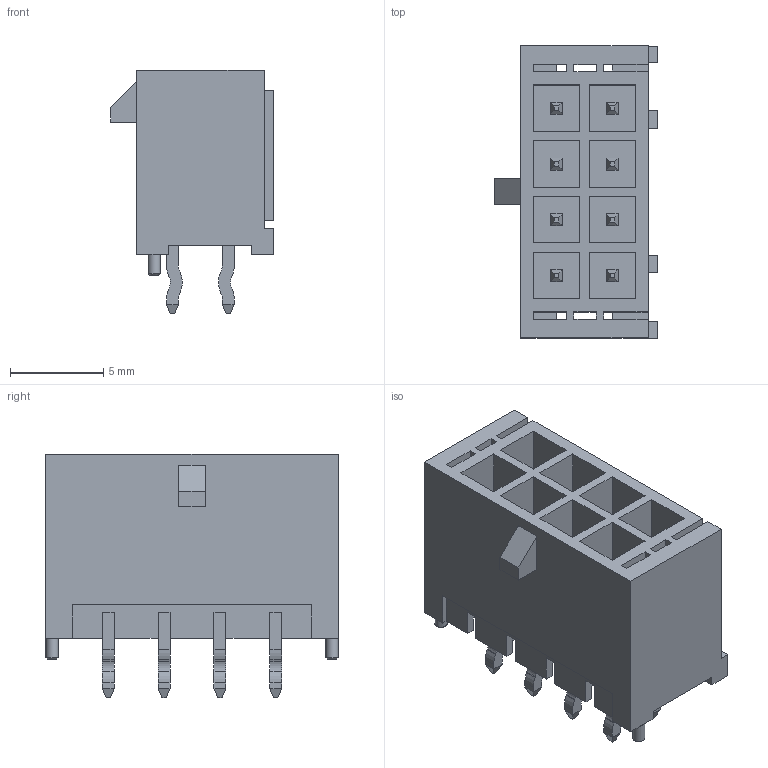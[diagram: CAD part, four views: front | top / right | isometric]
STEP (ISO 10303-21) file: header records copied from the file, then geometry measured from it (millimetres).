
FILE_DESCRIPTION(/* description */ ('Unknown'),/* implementation_level */ '2;1');
FILE_NAME(/* name */ '66200821122',/* time_stamp */ '2017-07-04T09:46:04+02:00',/* author */ ('Unknown'),/* organization */ ('Unknown'),/* preprocessor_version */ 'ST-DEVELOPER v16.7',/* originating_system */ 'DEX',/* authorisation */ $);
FILE_SCHEMA (('AUTOMOTIVE_DESIGN {1 0 10303 214 3 1 1}'));
Length unit declared in the file: millimetre
Products named in the file (3): 6620xx21122; 66200821122; 6620xx21122_PIN
Assembly tree (9 placements, depth 2):
  6620xx21122
    66200821122
    6620xx21122_PIN  x8
Bounding box: 8.76 x 15.7 x 13.1 mm (x, y, z)
Volume: 666.4 mm3; surface area: 1729.1 mm2
Topology: 9 solids, 9 shells, 413 faces, 1132 edges, 732 vertices
Faces by surface type: plane 361, cylinder 50, cone 2
Full cylindrical faces by diameter (mm): 0.65 x2
Entity records: 7710 total; most frequent: CARTESIAN_POINT 1369, ORIENTED_EDGE 1356, DIRECTION 1178, EDGE_CURVE 678, LINE 660, VECTOR 660, VERTEX_POINT 450, AXIS2_PLACEMENT_3D 259
